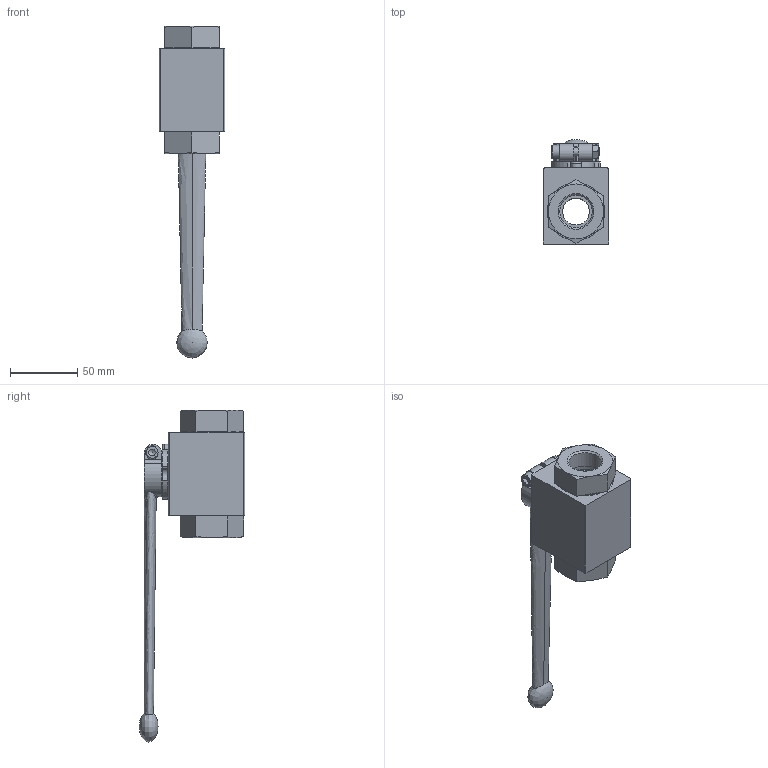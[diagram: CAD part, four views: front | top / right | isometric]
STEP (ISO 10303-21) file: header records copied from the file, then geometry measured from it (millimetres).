
FILE_DESCRIPTION((''),'2;1');
FILE_NAME('TP_17254.stp','2011-05-24T13:17:04',('jmartin'),(''),'Autodesk Inventor 2010','Autodesk Inventor 2010','');
FILE_SCHEMA(('AUTOMOTIVE_DESIGN { 1 0 10303 214 1 1 1 1 }'));
Length unit declared in the file: millimetre
Products named in the file (1): TP_17254
Bounding box: 49 x 78.6 x 247.67 mm (x, y, z)
Volume: 224414.3 mm3; surface area: 47007.9 mm2
Topology: 3 solids, 3 shells, 590 faces, 1551 edges, 1015 vertices
Faces by surface type: plane 385, bspline 135, cylinder 40, cone 25, torus 5
Full cylindrical faces by diameter (mm): 6 x2, 6.5 x2, 8 x1, 10 x1, 20 x1, 24.12 x2, 26.7 x2, 41 x2, 43 x1
Entity records: 20444 total; most frequent: CARTESIAN_POINT 7023, ORIENTED_EDGE 3000, DIRECTION 2233, EDGE_CURVE 1500, VECTOR 1063, LINE 1063, VERTEX_POINT 1004, EDGE_LOOP 690
